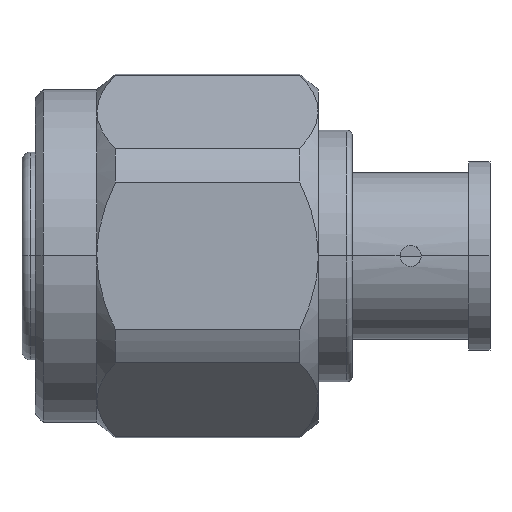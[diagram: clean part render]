
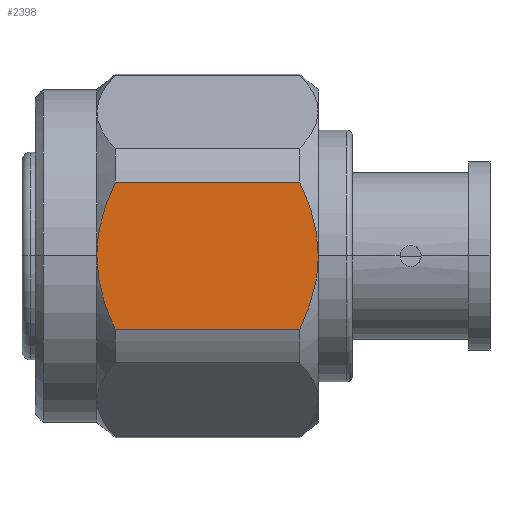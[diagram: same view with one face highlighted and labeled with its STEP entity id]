
A CAD part, top view. The second image highlights one B-rep face of the part: STEP entity #2398.
In plain terms, the highlighted planar face has unit normal (0, 0, 1).
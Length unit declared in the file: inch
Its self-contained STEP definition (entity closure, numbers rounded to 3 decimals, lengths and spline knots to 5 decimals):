
#21 = EDGE_CURVE ( 'NONE', #2037, #3600, #139, .T. ) ;
#55 = EDGE_CURVE ( 'NONE', #4146, #399, #564, .T. ) ;
#139 = B_SPLINE_CURVE_WITH_KNOTS ( 'NONE', 3,
 ( #3240, #2544, #2590, #591, #1227, #3198, #2855, #3541 ),
 .UNSPECIFIED., .F., .F.,
 ( 4, 2, 2, 4 ),
 ( 0.0201, 0.021, 0.02191, 0.02372 ),
 .UNSPECIFIED. ) ;
#179 = DIRECTION ( 'NONE',  ( 1., 0., 0. ) ) ;
#193 = CARTESIAN_POINT ( 'NONE',  ( 0.52541, -0.13954, 0.31496 ) ) ;
#399 = VERTEX_POINT ( 'NONE', #3146 ) ;
#464 = CARTESIAN_POINT ( 'NONE',  ( 0.5606, 0., 0.31496 ) ) ;
#507 = CARTESIAN_POINT ( 'NONE',  ( 0.17665, -0.13954, 0.31496 ) ) ;
#551 = ORIENTED_EDGE ( 'NONE', *, *, #3137, .F. ) ;
#564 = B_SPLINE_CURVE_WITH_KNOTS ( 'NONE', 3,
 ( #3919, #2897, #2918, #1939, #4220, #859, #1848, #2176 ),
 .UNSPECIFIED., .F., .F.,
 ( 4, 2, 2, 4 ),
 ( 0.02965, 0.03148, 0.03239, 0.0333 ),
 .UNSPECIFIED. ) ;
#591 = CARTESIAN_POINT ( 'NONE',  ( 0.55647, 0.0483, 0.31496 ) ) ;
#821 = AXIS2_PLACEMENT_3D ( 'NONE', #1860, #1908, #179 ) ;
#843 = CARTESIAN_POINT ( 'NONE',  ( 0.17665, -0.13954, 0.31496 ) ) ;
#859 = CARTESIAN_POINT ( 'NONE',  ( 0.14231, 0.02431, 0.31496 ) ) ;
#874 = B_SPLINE_CURVE_WITH_KNOTS ( 'NONE', 3,
 ( #1167, #4161, #1767, #2141, #3832, #1832, #4141, #843 ),
 .UNSPECIFIED., .F., .F.,
 ( 4, 2, 2, 4 ),
 ( 0.0333, 0.03513, 0.03605, 0.03697 ),
 .UNSPECIFIED. ) ;
#902 = VECTOR ( 'NONE', #2637, 39.37008 ) ;
#1005 = VERTEX_POINT ( 'NONE', #507 ) ;
#1153 = ORIENTED_EDGE ( 'NONE', *, *, #3800, .T. ) ;
#1167 = CARTESIAN_POINT ( 'NONE',  ( 0.14146, 0., 0.31496 ) ) ;
#1170 = CARTESIAN_POINT ( 'NONE',  ( 0.53059, -0.1288, 0.31496 ) ) ;
#1204 = ORIENTED_EDGE ( 'NONE', *, *, #1562, .T. ) ;
#1225 = CARTESIAN_POINT ( 'NONE',  ( 0.58346, 0.13954, 0.31496 ) ) ;
#1227 = CARTESIAN_POINT ( 'NONE',  ( 0.55406, 0.0601, 0.31496 ) ) ;
#1552 = FACE_OUTER_BOUND ( 'NONE', #3155, .T. ) ;
#1560 = LINE ( 'NONE', #1225, #3987 ) ;
#1562 = EDGE_CURVE ( 'NONE', #3986, #2037, #3890, .T. ) ;
#1664 = EDGE_CURVE ( 'NONE', #3986, #1005, #2273, .T. ) ;
#1767 = CARTESIAN_POINT ( 'NONE',  ( 0.14485, -0.04824, 0.31496 ) ) ;
#1832 = CARTESIAN_POINT ( 'NONE',  ( 0.16667, -0.11783, 0.31496 ) ) ;
#1848 = CARTESIAN_POINT ( 'NONE',  ( 0.14146, 0.01207, 0.31496 ) ) ;
#1860 = CARTESIAN_POINT ( 'NONE',  ( 0.835, -0.18184, 0.31496 ) ) ;
#1869 = ORIENTED_EDGE ( 'NONE', *, *, #21, .T. ) ;
#1908 = DIRECTION ( 'NONE',  ( 0., 0., 1. ) ) ;
#1939 = CARTESIAN_POINT ( 'NONE',  ( 0.148, 0.0601, 0.31496 ) ) ;
#2037 = VERTEX_POINT ( 'NONE', #4305 ) ;
#2141 = CARTESIAN_POINT ( 'NONE',  ( 0.15423, -0.08365, 0.31496 ) ) ;
#2176 = CARTESIAN_POINT ( 'NONE',  ( 0.14146, 0., 0.31496 ) ) ;
#2203 = ORIENTED_EDGE ( 'NONE', *, *, #55, .T. ) ;
#2239 = CARTESIAN_POINT ( 'NONE',  ( 0.52541, 0.13954, 0.31496 ) ) ;
#2273 = LINE ( 'NONE', #2924, #902 ) ;
#2398 = ADVANCED_FACE ( 'NONE', ( #1552 ), #3882, .T. ) ;
#2511 = CARTESIAN_POINT ( 'NONE',  ( 0.53539, -0.11783, 0.31496 ) ) ;
#2544 = CARTESIAN_POINT ( 'NONE',  ( 0.5606, 0.01207, 0.31496 ) ) ;
#2590 = CARTESIAN_POINT ( 'NONE',  ( 0.55975, 0.02431, 0.31496 ) ) ;
#2630 = DIRECTION ( 'NONE',  ( 1., 0., 0. ) ) ;
#2637 = DIRECTION ( 'NONE',  ( -1., 0., 0. ) ) ;
#2855 = CARTESIAN_POINT ( 'NONE',  ( 0.53587, 0.11787, 0.31496 ) ) ;
#2897 = CARTESIAN_POINT ( 'NONE',  ( 0.16619, 0.11787, 0.31496 ) ) ;
#2918 = CARTESIAN_POINT ( 'NONE',  ( 0.15725, 0.09504, 0.31496 ) ) ;
#2924 = CARTESIAN_POINT ( 'NONE',  ( 0.58346, -0.13954, 0.31496 ) ) ;
#3137 = EDGE_CURVE ( 'NONE', #4146, #3600, #1560, .T. ) ;
#3146 = CARTESIAN_POINT ( 'NONE',  ( 0.14146, 0., 0.31496 ) ) ;
#3155 = EDGE_LOOP ( 'NONE', ( #4175, #1204, #1869, #551, #2203, #1153 ) ) ;
#3198 = CARTESIAN_POINT ( 'NONE',  ( 0.54481, 0.09504, 0.31496 ) ) ;
#3206 = CARTESIAN_POINT ( 'NONE',  ( 0.54783, -0.08365, 0.31496 ) ) ;
#3240 = CARTESIAN_POINT ( 'NONE',  ( 0.5606, 0., 0.31496 ) ) ;
#3418 = CARTESIAN_POINT ( 'NONE',  ( 0.17665, 0.13954, 0.31496 ) ) ;
#3445 = CARTESIAN_POINT ( 'NONE',  ( 0.55721, -0.04824, 0.31496 ) ) ;
#3506 = CARTESIAN_POINT ( 'NONE',  ( 0.544, -0.0953, 0.31496 ) ) ;
#3541 = CARTESIAN_POINT ( 'NONE',  ( 0.52541, 0.13954, 0.31496 ) ) ;
#3600 = VERTEX_POINT ( 'NONE', #2239 ) ;
#3800 = EDGE_CURVE ( 'NONE', #399, #1005, #874, .T. ) ;
#3832 = CARTESIAN_POINT ( 'NONE',  ( 0.15806, -0.0953, 0.31496 ) ) ;
#3882 = PLANE ( 'NONE',  #821 ) ;
#3890 = B_SPLINE_CURVE_WITH_KNOTS ( 'NONE', 3,
 ( #4164, #1170, #2511, #3506, #3206, #3445, #4100, #464 ),
 .UNSPECIFIED., .F., .F.,
 ( 4, 2, 2, 4 ),
 ( 0.01645, 0.01736, 0.01827, 0.0201 ),
 .UNSPECIFIED. ) ;
#3919 = CARTESIAN_POINT ( 'NONE',  ( 0.17665, 0.13954, 0.31496 ) ) ;
#3986 = VERTEX_POINT ( 'NONE', #193 ) ;
#3987 = VECTOR ( 'NONE', #2630, 39.37008 ) ;
#4100 = CARTESIAN_POINT ( 'NONE',  ( 0.5606, -0.02431, 0.31496 ) ) ;
#4141 = CARTESIAN_POINT ( 'NONE',  ( 0.17147, -0.1288, 0.31496 ) ) ;
#4146 = VERTEX_POINT ( 'NONE', #3418 ) ;
#4161 = CARTESIAN_POINT ( 'NONE',  ( 0.14146, -0.02431, 0.31496 ) ) ;
#4164 = CARTESIAN_POINT ( 'NONE',  ( 0.52541, -0.13954, 0.31496 ) ) ;
#4175 = ORIENTED_EDGE ( 'NONE', *, *, #1664, .F. ) ;
#4220 = CARTESIAN_POINT ( 'NONE',  ( 0.14558, 0.0483, 0.31496 ) ) ;
#4305 = CARTESIAN_POINT ( 'NONE',  ( 0.5606, 0., 0.31496 ) ) ;
